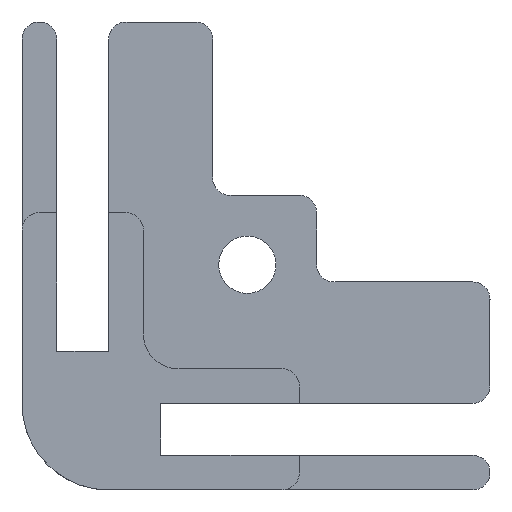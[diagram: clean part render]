
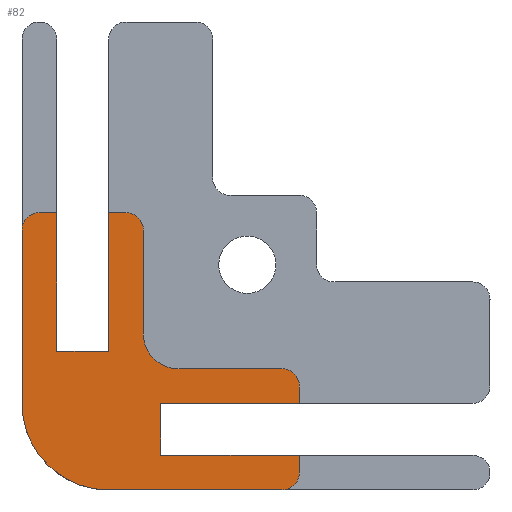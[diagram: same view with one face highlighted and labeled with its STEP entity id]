
A CAD part, left-side view. The second image highlights one B-rep face of the part: STEP entity #82.
In plain terms, the highlighted planar face has unit normal (-1, 0, 0).
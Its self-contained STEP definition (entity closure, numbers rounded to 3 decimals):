
#13=B_SPLINE_CURVE_WITH_KNOTS('',1,(#2013,#2014),.UNSPECIFIED.,.F.,.F.,
(2,2),(-13.,-10.),.UNSPECIFIED.);
#14=B_SPLINE_CURVE_WITH_KNOTS('',1,(#2015,#2016),.UNSPECIFIED.,.F.,.F.,
(2,2),(-16.,-8.),.UNSPECIFIED.);
#15=B_SPLINE_CURVE_WITH_KNOTS('',1,(#2017,#2018),.UNSPECIFIED.,.F.,.F.,
(2,2),(-16.,-8.),.UNSPECIFIED.);
#22=B_SPLINE_CURVE_WITH_KNOTS('',1,(#2063,#2064),.UNSPECIFIED.,.F.,.F.,
(2,2),(-5.,-2.),.UNSPECIFIED.);
#23=B_SPLINE_CURVE_WITH_KNOTS('',1,(#2065,#2066),.UNSPECIFIED.,.F.,.F.,
(2,2),(-1.,7.),.UNSPECIFIED.);
#24=B_SPLINE_CURVE_WITH_KNOTS('',1,(#2067,#2068),.UNSPECIFIED.,.F.,.F.,
(2,2),(-1.,7.),.UNSPECIFIED.);
#82=ADVANCED_FACE('',(#169),#1105,.T.);
#169=FACE_OUTER_BOUND('',#253,.T.);
#253=EDGE_LOOP('',(#530,#531,#532,#533,#534,#535,#536,#537,#538,#539,#540,
#541,#542,#543,#544,#545,#546,#547,#548,#549));
#530=ORIENTED_EDGE('',*,*,#739,.F.);
#531=ORIENTED_EDGE('',*,*,#736,.F.);
#532=ORIENTED_EDGE('',*,*,#733,.F.);
#533=ORIENTED_EDGE('',*,*,#730,.F.);
#534=ORIENTED_EDGE('',*,*,#727,.F.);
#535=ORIENTED_EDGE('',*,*,#724,.F.);
#536=ORIENTED_EDGE('',*,*,#760,.F.);
#537=ORIENTED_EDGE('',*,*,#753,.T.);
#538=ORIENTED_EDGE('',*,*,#752,.F.);
#539=ORIENTED_EDGE('',*,*,#754,.F.);
#540=ORIENTED_EDGE('',*,*,#721,.F.);
#541=ORIENTED_EDGE('',*,*,#718,.F.);
#542=ORIENTED_EDGE('',*,*,#715,.F.);
#543=ORIENTED_EDGE('',*,*,#712,.F.);
#544=ORIENTED_EDGE('',*,*,#708,.F.);
#545=ORIENTED_EDGE('',*,*,#742,.F.);
#546=ORIENTED_EDGE('',*,*,#771,.F.);
#547=ORIENTED_EDGE('',*,*,#769,.T.);
#548=ORIENTED_EDGE('',*,*,#768,.F.);
#549=ORIENTED_EDGE('',*,*,#770,.F.);
#708=EDGE_CURVE('',#1001,#1002,#879,.T.);
#712=EDGE_CURVE('',#1002,#1005,#883,.T.);
#715=EDGE_CURVE('',#1005,#1007,#886,.T.);
#718=EDGE_CURVE('',#1007,#1009,#889,.T.);
#721=EDGE_CURVE('',#1009,#1031,#892,.T.);
#724=EDGE_CURVE('',#1011,#1013,#895,.T.);
#727=EDGE_CURVE('',#1013,#1015,#898,.T.);
#730=EDGE_CURVE('',#1015,#1017,#901,.T.);
#733=EDGE_CURVE('',#1017,#1019,#904,.T.);
#736=EDGE_CURVE('',#1019,#1021,#907,.T.);
#739=EDGE_CURVE('',#1021,#1041,#910,.T.);
#742=EDGE_CURVE('',#1023,#1001,#913,.T.);
#752=EDGE_CURVE('',#1033,#1034,#13,.T.);
#753=EDGE_CURVE('',#1029,#1034,#14,.T.);
#754=EDGE_CURVE('',#1031,#1033,#15,.T.);
#760=EDGE_CURVE('',#1029,#1011,#923,.T.);
#768=EDGE_CURVE('',#1045,#1046,#22,.T.);
#769=EDGE_CURVE('',#1039,#1046,#23,.T.);
#770=EDGE_CURVE('',#1041,#1045,#24,.T.);
#771=EDGE_CURVE('',#1039,#1023,#928,.T.);
#879=(
BOUNDED_CURVE()
B_SPLINE_CURVE(2,(#1873,#1874,#1875),.UNSPECIFIED.,.F.,.F.)
B_SPLINE_CURVE_WITH_KNOTS((3,3),(125.896,135.496),
 .UNSPECIFIED.)
CURVE()
GEOMETRIC_REPRESENTATION_ITEM()
RATIONAL_B_SPLINE_CURVE((1.,1.,1.))
REPRESENTATION_ITEM('')
);
#883=(
BOUNDED_CURVE()
B_SPLINE_CURVE(2,(#1883,#1884,#1885),.UNSPECIFIED.,.F.,.F.)
B_SPLINE_CURVE_WITH_KNOTS((3,3),(135.496,143.35),
 .UNSPECIFIED.)
CURVE()
GEOMETRIC_REPRESENTATION_ITEM()
RATIONAL_B_SPLINE_CURVE((1.,0.707,1.))
REPRESENTATION_ITEM('')
);
#886=(
BOUNDED_CURVE()
B_SPLINE_CURVE(2,(#1891,#1892,#1893),.UNSPECIFIED.,.F.,.F.)
B_SPLINE_CURVE_WITH_KNOTS((3,3),(143.35,152.95),
 .UNSPECIFIED.)
CURVE()
GEOMETRIC_REPRESENTATION_ITEM()
RATIONAL_B_SPLINE_CURVE((1.,1.,1.))
REPRESENTATION_ITEM('')
);
#889=(
BOUNDED_CURVE()
B_SPLINE_CURVE(2,(#1899,#1900,#1901),.UNSPECIFIED.,.F.,.F.)
B_SPLINE_CURVE_WITH_KNOTS((3,3),(152.95,154.52),
 .UNSPECIFIED.)
CURVE()
GEOMETRIC_REPRESENTATION_ITEM()
RATIONAL_B_SPLINE_CURVE((1.,0.707,1.))
REPRESENTATION_ITEM('')
);
#892=(
BOUNDED_CURVE()
B_SPLINE_CURVE(2,(#1907,#1908,#1909),.UNSPECIFIED.,.F.,.F.)
B_SPLINE_CURVE_WITH_KNOTS((3,3),(154.52,155.806),
 .UNSPECIFIED.)
CURVE()
GEOMETRIC_REPRESENTATION_ITEM()
RATIONAL_B_SPLINE_CURVE((1.,1.,1.))
REPRESENTATION_ITEM('')
);
#895=(
BOUNDED_CURVE()
B_SPLINE_CURVE(2,(#1915,#1916,#1917),.UNSPECIFIED.,.F.,.F.)
B_SPLINE_CURVE_WITH_KNOTS((3,3),(160.949,162.52),
 .UNSPECIFIED.)
CURVE()
GEOMETRIC_REPRESENTATION_ITEM()
RATIONAL_B_SPLINE_CURVE((1.,0.707,1.))
REPRESENTATION_ITEM('')
);
#898=(
BOUNDED_CURVE()
B_SPLINE_CURVE(2,(#1923,#1924,#1925),.UNSPECIFIED.,.F.,.F.)
B_SPLINE_CURVE_WITH_KNOTS((3,3),(162.52,166.895),
 .UNSPECIFIED.)
CURVE()
GEOMETRIC_REPRESENTATION_ITEM()
RATIONAL_B_SPLINE_CURVE((1.,1.,1.))
REPRESENTATION_ITEM('')
);
#901=(
BOUNDED_CURVE()
B_SPLINE_CURVE(2,(#1931,#1932,#1933),.UNSPECIFIED.,.F.,.F.)
B_SPLINE_CURVE_WITH_KNOTS((3,3),(166.895,170.036),
 .UNSPECIFIED.)
CURVE()
GEOMETRIC_REPRESENTATION_ITEM()
RATIONAL_B_SPLINE_CURVE((1.,0.707,1.))
REPRESENTATION_ITEM('')
);
#904=(
BOUNDED_CURVE()
B_SPLINE_CURVE(2,(#1939,#1940,#1941),.UNSPECIFIED.,.F.,.F.)
B_SPLINE_CURVE_WITH_KNOTS((3,3),(170.036,174.411),
 .UNSPECIFIED.)
CURVE()
GEOMETRIC_REPRESENTATION_ITEM()
RATIONAL_B_SPLINE_CURVE((1.,1.,1.))
REPRESENTATION_ITEM('')
);
#907=(
BOUNDED_CURVE()
B_SPLINE_CURVE(2,(#1947,#1948,#1949),.UNSPECIFIED.,.F.,.F.)
B_SPLINE_CURVE_WITH_KNOTS((3,3),(174.411,175.982),
 .UNSPECIFIED.)
CURVE()
GEOMETRIC_REPRESENTATION_ITEM()
RATIONAL_B_SPLINE_CURVE((1.,0.707,1.))
REPRESENTATION_ITEM('')
);
#910=(
BOUNDED_CURVE()
B_SPLINE_CURVE(2,(#1955,#1956,#1957),.UNSPECIFIED.,.F.,.F.)
B_SPLINE_CURVE_WITH_KNOTS((3,3),(175.982,177.268),
 .UNSPECIFIED.)
CURVE()
GEOMETRIC_REPRESENTATION_ITEM()
RATIONAL_B_SPLINE_CURVE((1.,1.,1.))
REPRESENTATION_ITEM('')
);
#913=(
BOUNDED_CURVE()
B_SPLINE_CURVE(2,(#1963,#1964,#1965),.UNSPECIFIED.,.F.,.F.)
B_SPLINE_CURVE_WITH_KNOTS((3,3),(182.411,183.981),
 .UNSPECIFIED.)
CURVE()
GEOMETRIC_REPRESENTATION_ITEM()
RATIONAL_B_SPLINE_CURVE((1.,0.707,1.))
REPRESENTATION_ITEM('')
);
#923=(
BOUNDED_CURVE()
B_SPLINE_CURVE(2,(#2043,#2044,#2045),.UNSPECIFIED.,.F.,.F.)
B_SPLINE_CURVE_WITH_KNOTS((3,3),(159.663,160.949),
 .UNSPECIFIED.)
CURVE()
GEOMETRIC_REPRESENTATION_ITEM()
RATIONAL_B_SPLINE_CURVE((1.,1.,1.))
REPRESENTATION_ITEM('')
);
#928=(
BOUNDED_CURVE()
B_SPLINE_CURVE(2,(#2069,#2070,#2071),.UNSPECIFIED.,.F.,.F.)
B_SPLINE_CURVE_WITH_KNOTS((3,3),(181.125,182.411),
 .UNSPECIFIED.)
CURVE()
GEOMETRIC_REPRESENTATION_ITEM()
RATIONAL_B_SPLINE_CURVE((1.,1.,1.))
REPRESENTATION_ITEM('')
);
#1001=VERTEX_POINT('',#1825);
#1002=VERTEX_POINT('',#1826);
#1005=VERTEX_POINT('',#1829);
#1007=VERTEX_POINT('',#1831);
#1009=VERTEX_POINT('',#1833);
#1011=VERTEX_POINT('',#1835);
#1013=VERTEX_POINT('',#1837);
#1015=VERTEX_POINT('',#1839);
#1017=VERTEX_POINT('',#1841);
#1019=VERTEX_POINT('',#1843);
#1021=VERTEX_POINT('',#1845);
#1023=VERTEX_POINT('',#1847);
#1029=VERTEX_POINT('',#1853);
#1031=VERTEX_POINT('',#1855);
#1033=VERTEX_POINT('',#1857);
#1034=VERTEX_POINT('',#1858);
#1039=VERTEX_POINT('',#1863);
#1041=VERTEX_POINT('',#1865);
#1045=VERTEX_POINT('',#1869);
#1046=VERTEX_POINT('',#1870);
#1105=PLANE('',#1250);
#1250=AXIS2_PLACEMENT_3D('',#1820,#1312,$);
#1312=DIRECTION('',(-1.,0.,0.));
#1820=CARTESIAN_POINT('',(-59.,54.,-4.));
#1825=CARTESIAN_POINT('',(-59.,57.,-2.));
#1826=CARTESIAN_POINT('',(-59.,67.,-2.));
#1829=CARTESIAN_POINT('',(-59.,72.,3.));
#1831=CARTESIAN_POINT('',(-59.,72.,13.));
#1833=CARTESIAN_POINT('',(-59.,71.,14.));
#1835=CARTESIAN_POINT('',(-59.,66.,14.));
#1837=CARTESIAN_POINT('',(-59.,65.,13.));
#1839=CARTESIAN_POINT('',(-59.,65.,7.));
#1841=CARTESIAN_POINT('',(-59.,63.,5.));
#1843=CARTESIAN_POINT('',(-59.,57.,5.));
#1845=CARTESIAN_POINT('',(-59.,56.,4.));
#1847=CARTESIAN_POINT('',(-59.,56.,-1.));
#1853=CARTESIAN_POINT('',(-59.,67.,14.));
#1855=CARTESIAN_POINT('',(-59.,70.,14.));
#1857=CARTESIAN_POINT('',(-59.,70.,6.));
#1858=CARTESIAN_POINT('',(-59.,67.,6.));
#1863=CARTESIAN_POINT('',(-59.,56.,0.));
#1865=CARTESIAN_POINT('',(-59.,56.,3.));
#1869=CARTESIAN_POINT('',(-59.,64.,3.));
#1870=CARTESIAN_POINT('',(-59.,64.,0.));
#1873=CARTESIAN_POINT('',(-59.,57.,-2.));
#1874=CARTESIAN_POINT('',(-59.,62.,-2.));
#1875=CARTESIAN_POINT('',(-59.,67.,-2.));
#1883=CARTESIAN_POINT('',(-59.,67.,-2.));
#1884=CARTESIAN_POINT('',(-59.,72.,-2.));
#1885=CARTESIAN_POINT('',(-59.,72.,3.));
#1891=CARTESIAN_POINT('',(-59.,72.,3.));
#1892=CARTESIAN_POINT('',(-59.,72.,8.));
#1893=CARTESIAN_POINT('',(-59.,72.,13.));
#1899=CARTESIAN_POINT('',(-59.,72.,13.));
#1900=CARTESIAN_POINT('',(-59.,72.,14.));
#1901=CARTESIAN_POINT('',(-59.,71.,14.));
#1907=CARTESIAN_POINT('',(-59.,71.,14.));
#1908=CARTESIAN_POINT('',(-59.,70.5,14.));
#1909=CARTESIAN_POINT('',(-59.,70.,14.));
#1915=CARTESIAN_POINT('',(-59.,66.,14.));
#1916=CARTESIAN_POINT('',(-59.,65.,14.));
#1917=CARTESIAN_POINT('',(-59.,65.,13.));
#1923=CARTESIAN_POINT('',(-59.,65.,13.));
#1924=CARTESIAN_POINT('',(-59.,65.,10.));
#1925=CARTESIAN_POINT('',(-59.,65.,7.));
#1931=CARTESIAN_POINT('',(-59.,65.,7.));
#1932=CARTESIAN_POINT('',(-59.,65.,5.));
#1933=CARTESIAN_POINT('',(-59.,63.,5.));
#1939=CARTESIAN_POINT('',(-59.,63.,5.));
#1940=CARTESIAN_POINT('',(-59.,60.,5.));
#1941=CARTESIAN_POINT('',(-59.,57.,5.));
#1947=CARTESIAN_POINT('',(-59.,57.,5.));
#1948=CARTESIAN_POINT('',(-59.,56.,5.));
#1949=CARTESIAN_POINT('',(-59.,56.,4.));
#1955=CARTESIAN_POINT('',(-59.,56.,4.));
#1956=CARTESIAN_POINT('',(-59.,56.,3.5));
#1957=CARTESIAN_POINT('',(-59.,56.,3.));
#1963=CARTESIAN_POINT('',(-59.,56.,-1.));
#1964=CARTESIAN_POINT('',(-59.,56.,-2.));
#1965=CARTESIAN_POINT('',(-59.,57.,-2.));
#2013=CARTESIAN_POINT('',(-59.,70.,6.));
#2014=CARTESIAN_POINT('',(-59.,67.,6.));
#2015=CARTESIAN_POINT('',(-59.,67.,14.));
#2016=CARTESIAN_POINT('',(-59.,67.,6.));
#2017=CARTESIAN_POINT('',(-59.,70.,14.));
#2018=CARTESIAN_POINT('',(-59.,70.,6.));
#2043=CARTESIAN_POINT('',(-59.,67.,14.));
#2044=CARTESIAN_POINT('',(-59.,66.5,14.));
#2045=CARTESIAN_POINT('',(-59.,66.,14.));
#2063=CARTESIAN_POINT('',(-59.,64.,3.));
#2064=CARTESIAN_POINT('',(-59.,64.,0.));
#2065=CARTESIAN_POINT('',(-59.,56.,0.));
#2066=CARTESIAN_POINT('',(-59.,64.,0.));
#2067=CARTESIAN_POINT('',(-59.,56.,3.));
#2068=CARTESIAN_POINT('',(-59.,64.,3.));
#2069=CARTESIAN_POINT('',(-59.,56.,0.));
#2070=CARTESIAN_POINT('',(-59.,56.,-0.5));
#2071=CARTESIAN_POINT('',(-59.,56.,-1.));
